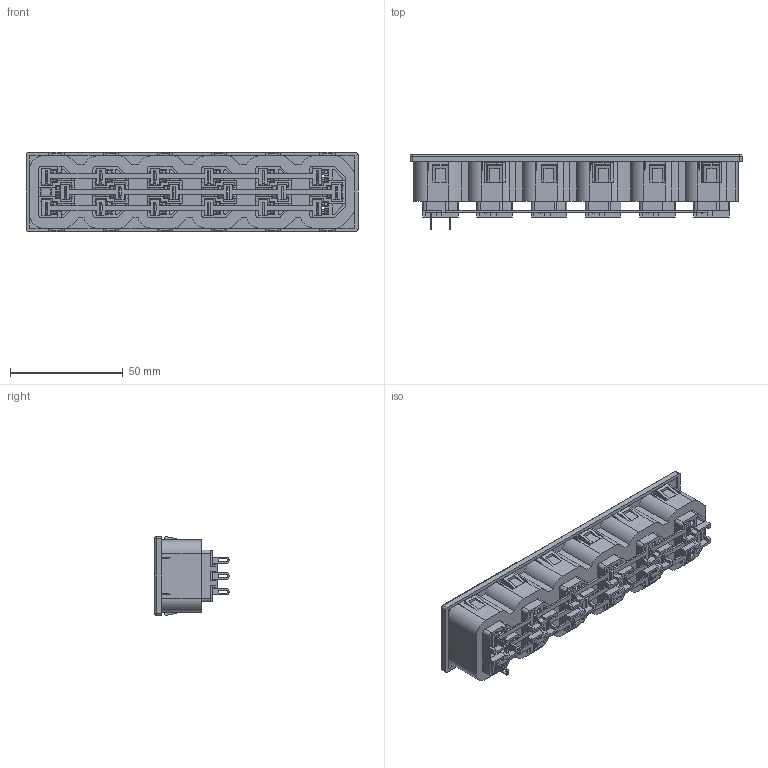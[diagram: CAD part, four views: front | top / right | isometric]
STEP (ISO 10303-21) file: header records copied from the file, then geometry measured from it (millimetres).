
FILE_DESCRIPTION (( 'STEP AP214' ), '1' );
FILE_NAME ('742W-6P.STEP', '2020-02-25T02:13:04', ( '' ), ( '' ), 'SwSTEP 2.0', 'SolidWorks 2016', '' );
FILE_SCHEMA (( 'AUTOMOTIVE_DESIGN' ));
Length unit declared in the file: millimetre
Products named in the file (5): 742W-001C; 742W-001D; 742W-002F-6P; 742W6PR-X.XN; 742W-6P
Assembly tree (22 placements, depth 2):
  742W-6P
    742W6PR-X.XN
    742W-002F-6P  x3
    742W-001D  x3
    742W-001C  x15
Bounding box: 147 x 32.79 x 35 mm (x, y, z)
Volume: 51086.9 mm3; surface area: 68211.4 mm2
Topology: 38 solids, 38 shells, 3177 faces, 8980 edges, 5842 vertices
Faces by surface type: plane 2266, cylinder 727, bspline 108, torus 76
Entity records: 59550 total; most frequent: CARTESIAN_POINT 13108, ORIENTED_EDGE 10056, DIRECTION 8976, EDGE_CURVE 5028, LINE 3968, VECTOR 3968, VERTEX_POINT 3306, AXIS2_PLACEMENT_3D 2504
